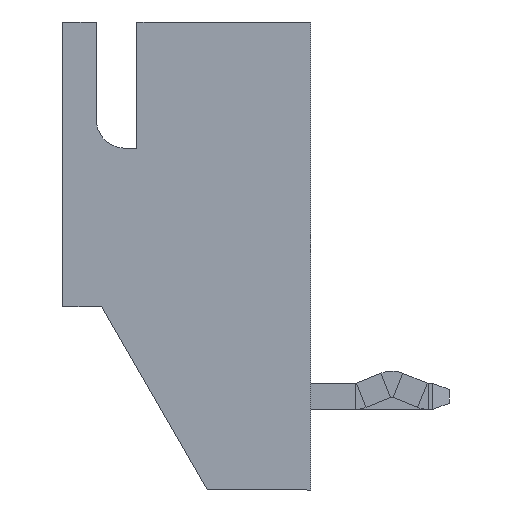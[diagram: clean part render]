
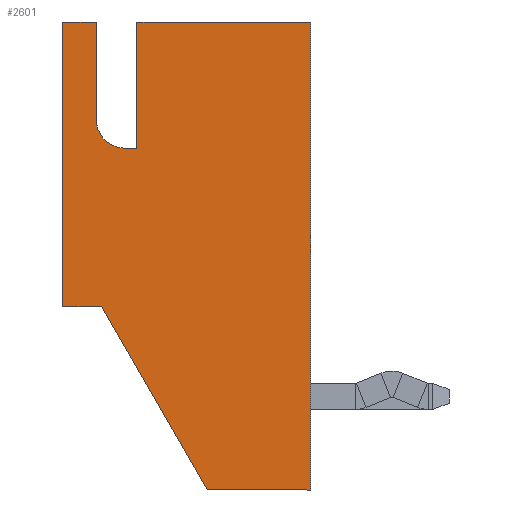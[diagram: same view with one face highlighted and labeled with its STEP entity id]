
A CAD part, left-side view. The second image highlights one B-rep face of the part: STEP entity #2601.
In plain terms, the highlighted planar face has unit normal (-1, 0, 0).
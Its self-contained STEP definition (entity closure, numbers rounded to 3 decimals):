
#11 = CARTESIAN_POINT ( 'NONE',  ( -6.2, 6.1, 0. ) ) ;
#30 = CARTESIAN_POINT ( 'NONE',  ( -6.2, 5.275, 0. ) ) ;
#72 = DIRECTION ( 'NONE',  ( 0., 1., 0. ) ) ;
#152 = ORIENTED_EDGE ( 'NONE', *, *, #3716, .T. ) ;
#200 = VECTOR ( 'NONE', #72, 1000. ) ;
#204 = CARTESIAN_POINT ( 'NONE',  ( -6.2, 0., 0. ) ) ;
#215 = CARTESIAN_POINT ( 'NONE',  ( -6.2, 0., 0. ) ) ;
#249 = VERTEX_POINT ( 'NONE', #2260 ) ;
#294 = LINE ( 'NONE', #204, #1803 ) ;
#309 = EDGE_CURVE ( 'NONE', #2213, #249, #4364, .T. ) ;
#321 = VERTEX_POINT ( 'NONE', #1956 ) ;
#387 = DIRECTION ( 'NONE',  ( 0., 0., 1. ) ) ;
#491 = AXIS2_PLACEMENT_3D ( 'NONE', #3964, #3673, #3285 ) ;
#544 = CARTESIAN_POINT ( 'NONE',  ( -6.2, 4.275, -3.1 ) ) ;
#560 = ORIENTED_EDGE ( 'NONE', *, *, #1579, .F. ) ;
#588 = LINE ( 'NONE', #1967, #3765 ) ;
#617 = CARTESIAN_POINT ( 'NONE',  ( -6.2, 0., 0. ) ) ;
#620 = ORIENTED_EDGE ( 'NONE', *, *, #916, .T. ) ;
#646 = VECTOR ( 'NONE', #1656, 1000. ) ;
#722 = LINE ( 'NONE', #3480, #1508 ) ;
#778 = VECTOR ( 'NONE', #2445, 1000. ) ;
#830 = EDGE_CURVE ( 'NONE', #1485, #2476, #1627, .T. ) ;
#895 = DIRECTION ( 'NONE',  ( 0., 1., 0. ) ) ;
#916 = EDGE_CURVE ( 'NONE', #4427, #1735, #588, .T. ) ;
#958 = LINE ( 'NONE', #4431, #646 ) ;
#986 = ORIENTED_EDGE ( 'NONE', *, *, #3721, .F. ) ;
#1092 = LINE ( 'NONE', #2805, #200 ) ;
#1100 = LINE ( 'NONE', #2128, #4179 ) ;
#1121 = ORIENTED_EDGE ( 'NONE', *, *, #309, .F. ) ;
#1158 = VERTEX_POINT ( 'NONE', #2214 ) ;
#1217 = CIRCLE ( 'NONE', #491, 0.7 ) ;
#1265 = VERTEX_POINT ( 'NONE', #617 ) ;
#1306 = LINE ( 'NONE', #2681, #1578 ) ;
#1320 = EDGE_LOOP ( 'NONE', ( #620, #3878, #1337, #986, #560, #1121, #2868, #1980, #4367, #152, #2527 ) ) ;
#1326 = DIRECTION ( 'NONE',  ( 0., 0., -1. ) ) ;
#1337 = ORIENTED_EDGE ( 'NONE', *, *, #830, .F. ) ;
#1394 = VECTOR ( 'NONE', #3643, 1000. ) ;
#1485 = VERTEX_POINT ( 'NONE', #3263 ) ;
#1508 = VECTOR ( 'NONE', #3121, 1000. ) ;
#1578 = VECTOR ( 'NONE', #1326, 1000. ) ;
#1579 = EDGE_CURVE ( 'NONE', #249, #321, #958, .T. ) ;
#1596 = DIRECTION ( 'NONE',  ( 0., -1., 0. ) ) ;
#1605 = DIRECTION ( 'NONE',  ( -1., 0., 0. ) ) ;
#1627 = LINE ( 'NONE', #2576, #1394 ) ;
#1656 = DIRECTION ( 'NONE',  ( 0., 0.5, 0.866 ) ) ;
#1688 = EDGE_CURVE ( 'NONE', #2476, #1735, #294, .T. ) ;
#1735 = VERTEX_POINT ( 'NONE', #30 ) ;
#1756 = LINE ( 'NONE', #4218, #778 ) ;
#1803 = VECTOR ( 'NONE', #1596, 1000. ) ;
#1912 = CARTESIAN_POINT ( 'NONE',  ( -6.2, 0., -11.5 ) ) ;
#1939 = FACE_OUTER_BOUND ( 'NONE', #1320, .T. ) ;
#1956 = CARTESIAN_POINT ( 'NONE',  ( -6.2, 5.148, -7. ) ) ;
#1967 = CARTESIAN_POINT ( 'NONE',  ( -6.2, 5.275, 0. ) ) ;
#1980 = ORIENTED_EDGE ( 'NONE', *, *, #4088, .F. ) ;
#2039 = VERTEX_POINT ( 'NONE', #544 ) ;
#2128 = CARTESIAN_POINT ( 'NONE',  ( -6.2, 0., 0. ) ) ;
#2213 = VERTEX_POINT ( 'NONE', #3119 ) ;
#2214 = CARTESIAN_POINT ( 'NONE',  ( -6.2, 4.275, 0. ) ) ;
#2260 = CARTESIAN_POINT ( 'NONE',  ( -6.2, 2.55, -11.5 ) ) ;
#2445 = DIRECTION ( 'NONE',  ( 0., 1., 0. ) ) ;
#2476 = VERTEX_POINT ( 'NONE', #11 ) ;
#2527 = ORIENTED_EDGE ( 'NONE', *, *, #3410, .T. ) ;
#2576 = CARTESIAN_POINT ( 'NONE',  ( -6.2, 6.1, 0. ) ) ;
#2593 = AXIS2_PLACEMENT_3D ( 'NONE', #215, #1605, #2937 ) ;
#2601 = ADVANCED_FACE ( 'NONE', ( #1939 ), #3321, .T. ) ;
#2681 = CARTESIAN_POINT ( 'NONE',  ( -6.2, 4.275, -3.1 ) ) ;
#2701 = CARTESIAN_POINT ( 'NONE',  ( -6.2, 4.575, -3.1 ) ) ;
#2805 = CARTESIAN_POINT ( 'NONE',  ( -6.2, 4.575, -3.1 ) ) ;
#2868 = ORIENTED_EDGE ( 'NONE', *, *, #2880, .F. ) ;
#2880 = EDGE_CURVE ( 'NONE', #1265, #2213, #1100, .T. ) ;
#2937 = DIRECTION ( 'NONE',  ( 0., 0., 1. ) ) ;
#3119 = CARTESIAN_POINT ( 'NONE',  ( -6.2, 0., -11.5 ) ) ;
#3121 = DIRECTION ( 'NONE',  ( 0., -1., 0. ) ) ;
#3200 = EDGE_CURVE ( 'NONE', #1158, #2039, #1306, .T. ) ;
#3206 = VERTEX_POINT ( 'NONE', #2701 ) ;
#3246 = DIRECTION ( 'NONE',  ( 0., 0., -1. ) ) ;
#3263 = CARTESIAN_POINT ( 'NONE',  ( -6.2, 6.1, -7. ) ) ;
#3281 = CARTESIAN_POINT ( 'NONE',  ( -6.2, 5.275, -2.4 ) ) ;
#3285 = DIRECTION ( 'NONE',  ( 0., 0., -1. ) ) ;
#3321 = PLANE ( 'NONE',  #2593 ) ;
#3410 = EDGE_CURVE ( 'NONE', #3206, #4427, #1217, .T. ) ;
#3480 = CARTESIAN_POINT ( 'NONE',  ( -6.2, 0., 0. ) ) ;
#3643 = DIRECTION ( 'NONE',  ( 0., 0., 1. ) ) ;
#3673 = DIRECTION ( 'NONE',  ( 1., 0., 0. ) ) ;
#3716 = EDGE_CURVE ( 'NONE', #2039, #3206, #1092, .T. ) ;
#3721 = EDGE_CURVE ( 'NONE', #321, #1485, #1756, .T. ) ;
#3765 = VECTOR ( 'NONE', #387, 1000. ) ;
#3773 = VECTOR ( 'NONE', #895, 1000. ) ;
#3878 = ORIENTED_EDGE ( 'NONE', *, *, #1688, .F. ) ;
#3964 = CARTESIAN_POINT ( 'NONE',  ( -6.2, 4.575, -2.4 ) ) ;
#4088 = EDGE_CURVE ( 'NONE', #1158, #1265, #722, .T. ) ;
#4179 = VECTOR ( 'NONE', #3246, 1000. ) ;
#4218 = CARTESIAN_POINT ( 'NONE',  ( -6.2, 0., -7. ) ) ;
#4364 = LINE ( 'NONE', #1912, #3773 ) ;
#4367 = ORIENTED_EDGE ( 'NONE', *, *, #3200, .T. ) ;
#4427 = VERTEX_POINT ( 'NONE', #3281 ) ;
#4431 = CARTESIAN_POINT ( 'NONE',  ( -6.2, 2.55, -11.5 ) ) ;
